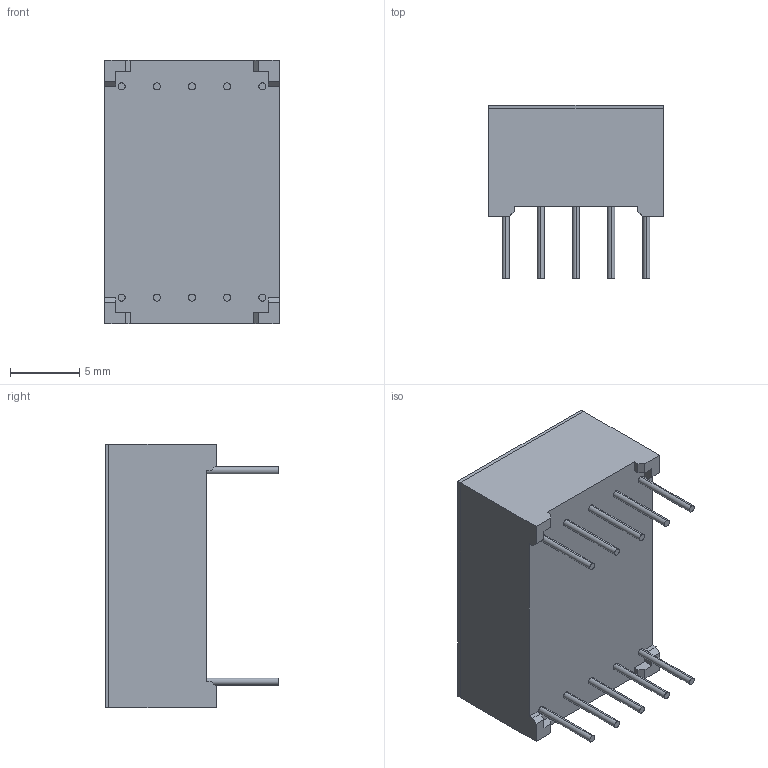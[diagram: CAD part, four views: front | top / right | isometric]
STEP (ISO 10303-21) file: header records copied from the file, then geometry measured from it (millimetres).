
FILE_DESCRIPTION (( 'STEP AP214' ), '1' );
FILE_NAME ('LDSC512RI.STEP', '2023-04-05T04:55:32', ( '' ), ( '' ), 'SwSTEP 2.0', 'SolidWorks 2021', '' );
FILE_SCHEMA (( 'AUTOMOTIVE_DESIGN' ));
Length unit declared in the file: millimetre
Products named in the file (1): LDSC512RI
Bounding box: 12.6 x 12.5 x 19 mm (x, y, z)
Volume: 1764.4 mm3; surface area: 1668.9 mm2
Topology: 20 solids, 20 shells, 184 faces, 408 edges, 272 vertices
Faces by surface type: plane 152, cylinder 32
Entity records: 5241 total; most frequent: CARTESIAN_POINT 865, DIRECTION 842, ORIENTED_EDGE 816, EDGE_CURVE 408, LINE 344, VECTOR 344, VERTEX_POINT 272, AXIS2_PLACEMENT_3D 249
